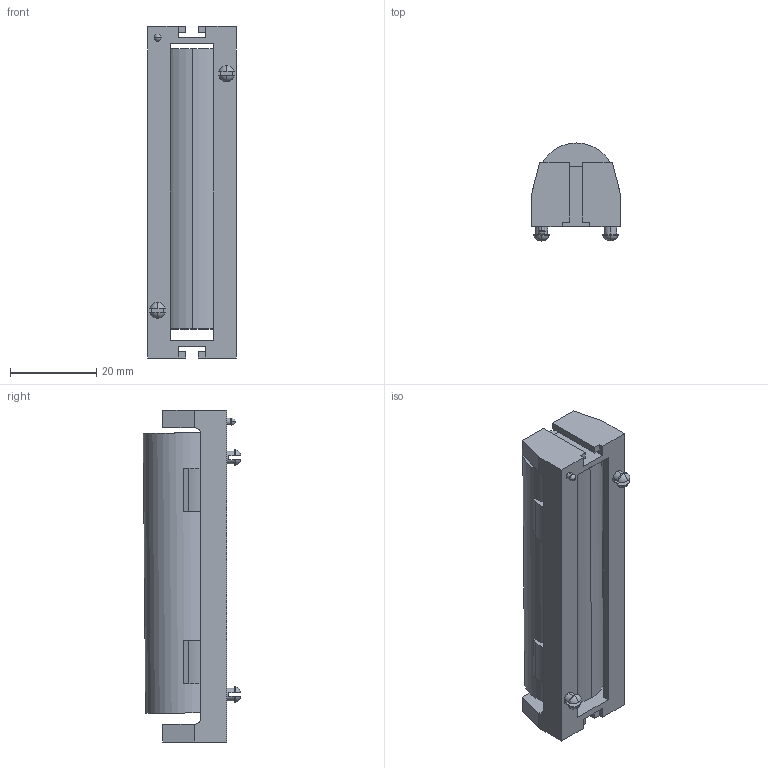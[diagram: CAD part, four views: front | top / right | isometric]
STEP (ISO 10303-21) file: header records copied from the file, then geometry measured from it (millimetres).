
FILE_DESCRIPTION (( 'STEP AP214' ), '1' );
FILE_NAME ('KEYSTONE1042wBATT.STEP', '2020-05-24T02:47:03', ( '' ), ( '' ), 'SwSTEP 2.0', 'SolidWorks 2019', '' );
FILE_SCHEMA (( 'AUTOMOTIVE_DESIGN' ));
Length unit declared in the file: millimetre
Products named in the file (3): KEYSTONE1042wBATT; KEYS1042.step; 18650Battery.step
Assembly tree (2 placements, depth 2):
  KEYSTONE1042wBATT
    KEYS1042.step
    18650Battery.step
Bounding box: 20.65 x 22.65 x 77.05 mm (x, y, z)
Volume: 22333.4 mm3; surface area: 9389.6 mm2
Topology: 2 solids, 2 shells, 129 faces, 366 edges, 241 vertices
Faces by surface type: plane 89, cylinder 28, torus 8, sphere 4
Entity records: 4614 total; most frequent: CARTESIAN_POINT 1125, ORIENTED_EDGE 720, DIRECTION 706, EDGE_CURVE 360, LINE 250, VECTOR 250, VERTEX_POINT 239, AXIS2_PLACEMENT_3D 228
